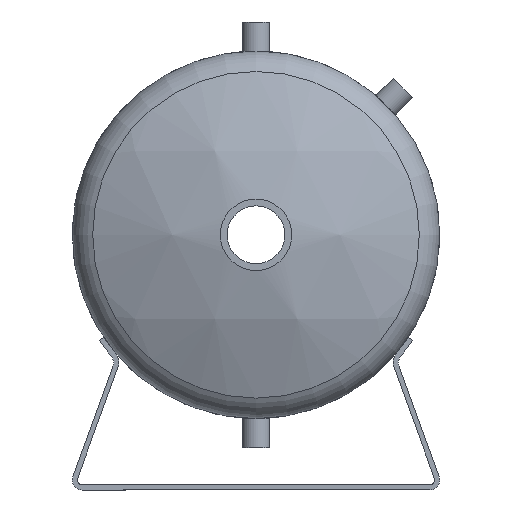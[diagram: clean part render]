
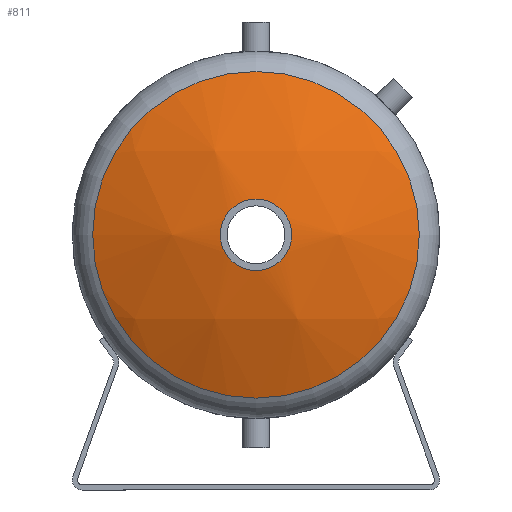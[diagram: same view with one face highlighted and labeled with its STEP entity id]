
A CAD part, front view. The second image highlights one B-rep face of the part: STEP entity #811.
In plain terms, the highlighted spherical face has radius 360 mm.
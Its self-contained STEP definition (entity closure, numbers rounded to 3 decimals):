
#58=SPHERICAL_SURFACE('',#909,360.);
#205=CIRCLE('',#902,35.);
#209=CIRCLE('',#910,160.);
#246=FACE_BOUND('',#373,.T.);
#294=FACE_OUTER_BOUND('',#372,.T.);
#372=EDGE_LOOP('',(#728));
#373=EDGE_LOOP('',(#729));
#457=VERTEX_POINT('',#1646);
#461=VERTEX_POINT('',#1658);
#549=EDGE_CURVE('',#457,#457,#205,.T.);
#553=EDGE_CURVE('',#461,#461,#209,.T.);
#728=ORIENTED_EDGE('',*,*,#553,.F.);
#729=ORIENTED_EDGE('',*,*,#549,.T.);
#811=ADVANCED_FACE('',(#294,#246),#58,.T.);
#902=AXIS2_PLACEMENT_3D('',#1647,#1129,#1130);
#909=AXIS2_PLACEMENT_3D('',#1657,#1143,#1144);
#910=AXIS2_PLACEMENT_3D('',#1659,#1145,#1146);
#1129=DIRECTION('center_axis',(0.,-1.,0.));
#1130=DIRECTION('ref_axis',(-1.,0.,0.));
#1143=DIRECTION('center_axis',(0.,0.,1.));
#1144=DIRECTION('ref_axis',(1.,0.,0.));
#1145=DIRECTION('center_axis',(0.,-1.,0.));
#1146=DIRECTION('ref_axis',(1.,0.,0.));
#1646=CARTESIAN_POINT('',(35.,88.295,0.));
#1647=CARTESIAN_POINT('Origin',(0.,88.295,0.));
#1657=CARTESIAN_POINT('Origin',(0.,-270.,0.));
#1658=CARTESIAN_POINT('',(160.,52.49,0.));
#1659=CARTESIAN_POINT('Origin',(0.,52.49,0.));
